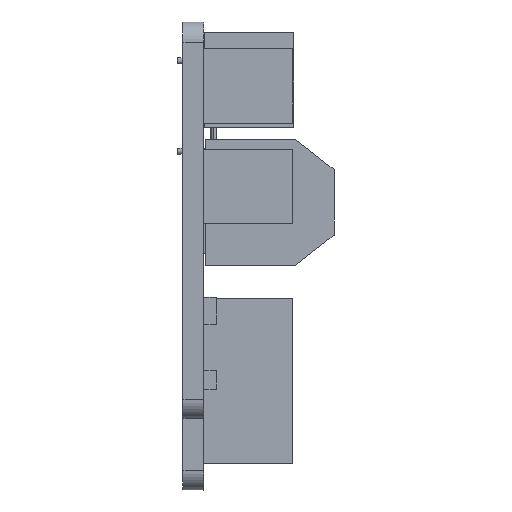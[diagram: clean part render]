
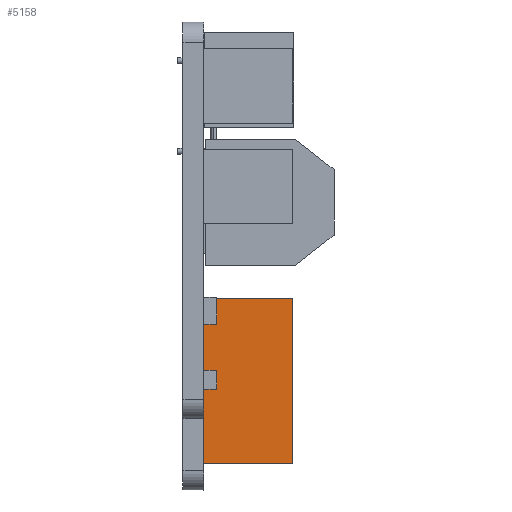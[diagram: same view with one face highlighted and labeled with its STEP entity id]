
A CAD part, front view. The second image highlights one B-rep face of the part: STEP entity #5158.
In plain terms, the highlighted planar face has unit normal (0, -1, 0).
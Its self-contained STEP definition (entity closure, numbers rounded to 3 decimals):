
#302=PLANE('',#5581);
#575=FACE_OUTER_BOUND('',#944,.T.);
#944=EDGE_LOOP('',(#4366,#4367,#4368,#4369));
#1395=LINE('',#8868,#1908);
#1396=LINE('',#8870,#1909);
#1397=LINE('',#8872,#1910);
#1398=LINE('',#8873,#1911);
#1908=VECTOR('',#6740,1000.);
#1909=VECTOR('',#6741,1000.);
#1910=VECTOR('',#6742,1000.);
#1911=VECTOR('',#6743,1000.);
#2518=VERTEX_POINT('',#8866);
#2519=VERTEX_POINT('',#8867);
#2520=VERTEX_POINT('',#8869);
#2521=VERTEX_POINT('',#8871);
#3146=EDGE_CURVE('',#2518,#2519,#1395,.T.);
#3147=EDGE_CURVE('',#2519,#2520,#1396,.T.);
#3148=EDGE_CURVE('',#2520,#2521,#1397,.T.);
#3149=EDGE_CURVE('',#2521,#2518,#1398,.T.);
#4366=ORIENTED_EDGE('',*,*,#3146,.T.);
#4367=ORIENTED_EDGE('',*,*,#3147,.T.);
#4368=ORIENTED_EDGE('',*,*,#3148,.T.);
#4369=ORIENTED_EDGE('',*,*,#3149,.T.);
#5158=ADVANCED_FACE('',(#575),#302,.T.);
#5581=AXIS2_PLACEMENT_3D('',#8865,#6738,#6739);
#6738=DIRECTION('center_axis',(0.,-1.,0.));
#6739=DIRECTION('ref_axis',(1.,0.,0.));
#6740=DIRECTION('',(-1.,0.,0.));
#6741=DIRECTION('',(0.,0.,-1.));
#6742=DIRECTION('',(1.,0.,0.));
#6743=DIRECTION('',(0.,0.,1.));
#8865=CARTESIAN_POINT('Origin',(0.,55.225,60.797));
#8866=CARTESIAN_POINT('',(6.9,55.225,60.797));
#8867=CARTESIAN_POINT('',(0.,55.225,60.797));
#8868=CARTESIAN_POINT('',(0.,55.225,60.797));
#8869=CARTESIAN_POINT('',(0.,55.225,47.972));
#8870=CARTESIAN_POINT('',(0.,55.225,60.797));
#8871=CARTESIAN_POINT('',(6.9,55.225,47.972));
#8872=CARTESIAN_POINT('',(0.,55.225,47.972));
#8873=CARTESIAN_POINT('',(6.9,55.225,60.797));
